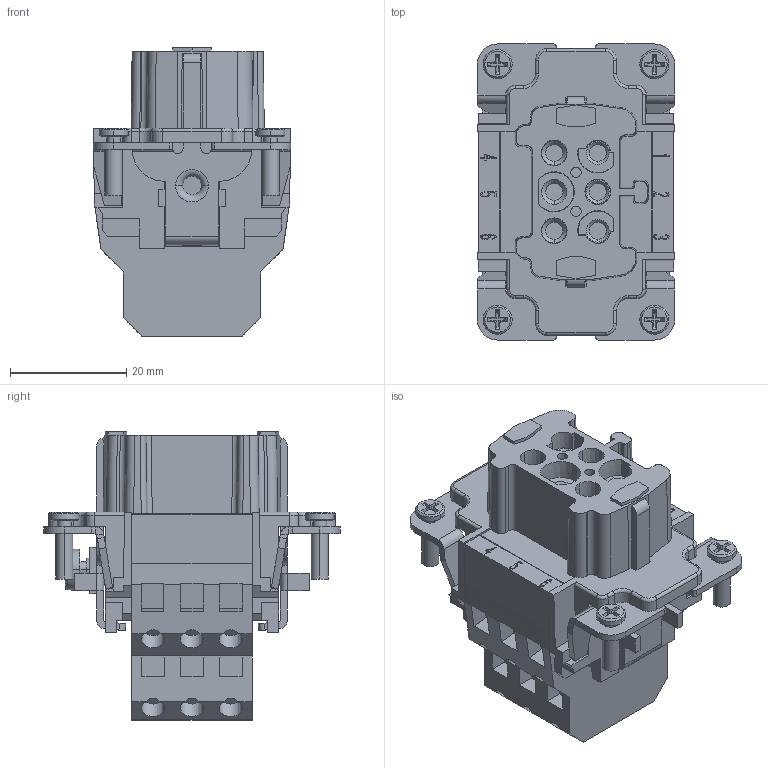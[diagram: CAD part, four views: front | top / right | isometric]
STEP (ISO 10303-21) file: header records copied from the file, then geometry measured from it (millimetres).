
FILE_DESCRIPTION((''),'2;1');
FILE_NAME('10-A_80','2017-07-27T',('tl.yang'),(''),'PRO/ENGINEER BY PARAMETRIC TECHNOLOGY CORPORATION, 2011500','PRO/ENGINEER BY PARAMETRIC TECHNOLOGY CORPORATION, 2011500','');
FILE_SCHEMA(('CONFIG_CONTROL_DESIGN'));
Length unit declared in the file: millimetre
Products named in the file (1): 10-A_80
Bounding box: 34 x 51 x 49.76 mm (x, y, z)
Volume: 31964.9 mm3; surface area: 14995.1 mm2
Topology: 1 solids, 2 shells, 1352 faces, 3805 edges, 2501 vertices
Faces by surface type: plane 1022, cylinder 215, cone 64, bspline 32, torus 19
Entity records: 44395 total; most frequent: CARTESIAN_POINT 9339, ORIENTED_EDGE 7610, DIRECTION 6791, EDGE_CURVE 3805, VECTOR 3097, LINE 3097, VERTEX_POINT 2501, AXIS2_PLACEMENT_3D 1847
